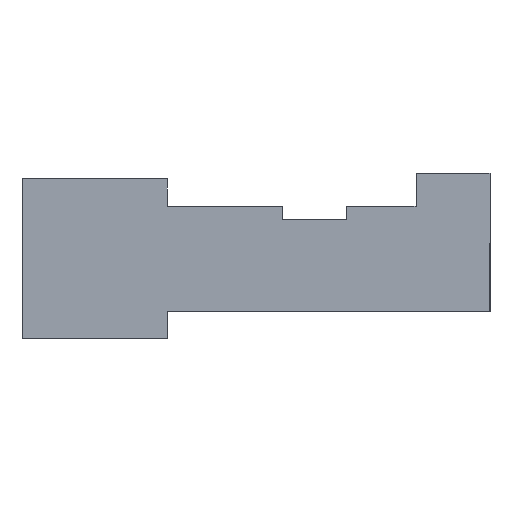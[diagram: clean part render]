
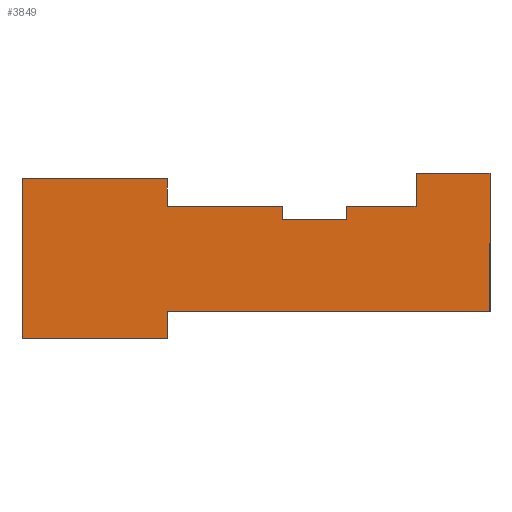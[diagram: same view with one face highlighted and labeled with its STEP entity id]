
A CAD part, left-side view. The second image highlights one B-rep face of the part: STEP entity #3849.
In plain terms, the highlighted planar face has unit normal (-1, 0, 0).
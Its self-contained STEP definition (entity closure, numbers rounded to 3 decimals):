
#636=ORIENTED_EDGE('',*,*,#1422,.T.);
#637=ORIENTED_EDGE('',*,*,#1444,.T.);
#638=ORIENTED_EDGE('',*,*,#1446,.T.);
#639=ORIENTED_EDGE('',*,*,#1448,.F.);
#640=ORIENTED_EDGE('',*,*,#1449,.F.);
#641=ORIENTED_EDGE('',*,*,#1450,.F.);
#642=ORIENTED_EDGE('',*,*,#1451,.F.);
#643=ORIENTED_EDGE('',*,*,#1452,.F.);
#644=ORIENTED_EDGE('',*,*,#1453,.T.);
#645=ORIENTED_EDGE('',*,*,#1454,.F.);
#646=ORIENTED_EDGE('',*,*,#1455,.T.);
#647=ORIENTED_EDGE('',*,*,#1456,.F.);
#648=ORIENTED_EDGE('',*,*,#1457,.T.);
#649=ORIENTED_EDGE('',*,*,#1458,.F.);
#1422=EDGE_CURVE('',#1874,#1873,#2327,.T.);
#1444=EDGE_CURVE('',#1873,#1893,#2349,.T.);
#1446=EDGE_CURVE('',#1893,#1894,#2351,.T.);
#1448=EDGE_CURVE('',#1895,#1894,#2353,.T.);
#1449=EDGE_CURVE('',#1896,#1895,#2354,.T.);
#1450=EDGE_CURVE('',#1897,#1896,#2355,.T.);
#1451=EDGE_CURVE('',#1898,#1897,#2356,.T.);
#1452=EDGE_CURVE('',#1899,#1898,#2357,.T.);
#1453=EDGE_CURVE('',#1899,#1900,#2358,.T.);
#1454=EDGE_CURVE('',#1901,#1900,#2359,.T.);
#1455=EDGE_CURVE('',#1901,#1902,#2360,.T.);
#1456=EDGE_CURVE('',#1903,#1902,#2361,.T.);
#1457=EDGE_CURVE('',#1903,#1904,#2362,.T.);
#1458=EDGE_CURVE('',#1874,#1904,#2363,.T.);
#1873=VERTEX_POINT('',#5686);
#1874=VERTEX_POINT('',#5688);
#1893=VERTEX_POINT('',#5732);
#1894=VERTEX_POINT('',#5736);
#1895=VERTEX_POINT('',#5740);
#1896=VERTEX_POINT('',#5742);
#1897=VERTEX_POINT('',#5744);
#1898=VERTEX_POINT('',#5746);
#1899=VERTEX_POINT('',#5748);
#1900=VERTEX_POINT('',#5750);
#1901=VERTEX_POINT('',#5752);
#1902=VERTEX_POINT('',#5754);
#1903=VERTEX_POINT('',#5756);
#1904=VERTEX_POINT('',#5758);
#2327=LINE('',#5687,#2860);
#2349=LINE('',#5731,#2882);
#2351=LINE('',#5735,#2884);
#2353=LINE('',#5739,#2886);
#2354=LINE('',#5741,#2887);
#2355=LINE('',#5743,#2888);
#2356=LINE('',#5745,#2889);
#2357=LINE('',#5747,#2890);
#2358=LINE('',#5749,#2891);
#2359=LINE('',#5751,#2892);
#2360=LINE('',#5753,#2893);
#2361=LINE('',#5755,#2894);
#2362=LINE('',#5757,#2895);
#2363=LINE('',#5759,#2896);
#2860=VECTOR('',#4670,1000.);
#2882=VECTOR('',#4698,1000.);
#2884=VECTOR('',#4702,1000.);
#2886=VECTOR('',#4706,1000.);
#2887=VECTOR('',#4707,1000.);
#2888=VECTOR('',#4708,1000.);
#2889=VECTOR('',#4709,1000.);
#2890=VECTOR('',#4710,1000.);
#2891=VECTOR('',#4711,1000.);
#2892=VECTOR('',#4712,1000.);
#2893=VECTOR('',#4713,1000.);
#2894=VECTOR('',#4714,1000.);
#2895=VECTOR('',#4715,1000.);
#2896=VECTOR('',#4716,1000.);
#3231=EDGE_LOOP('',(#636,#637,#638,#639,#640,#641,#642,#643,#644,#645,#646,
#647,#648,#649));
#3448=FACE_BOUND('',#3231,.T.);
#3652=PLANE('',#4094);
#3849=ADVANCED_FACE('',(#3448),#3652,.F.);
#4094=AXIS2_PLACEMENT_3D('',#5738,#4704,#4705);
#4670=DIRECTION('',(0.,0.,1.));
#4698=DIRECTION('',(0.,1.,0.));
#4702=DIRECTION('',(0.,0.,-1.));
#4704=DIRECTION('',(1.,0.,0.));
#4705=DIRECTION('',(0.,1.,0.));
#4706=DIRECTION('',(0.,-1.,0.));
#4707=DIRECTION('',(0.,0.,1.));
#4708=DIRECTION('',(0.,-1.,0.));
#4709=DIRECTION('',(0.,0.,-1.));
#4710=DIRECTION('',(0.,-1.,0.));
#4711=DIRECTION('',(0.,0.,1.));
#4712=DIRECTION('',(0.,-1.,0.));
#4713=DIRECTION('',(0.,0.,-1.));
#4714=DIRECTION('',(0.,1.,0.));
#4715=DIRECTION('',(0.,0.,1.));
#4716=DIRECTION('',(0.,1.,0.));
#5686=CARTESIAN_POINT('',(-2.54,0.,4.32));
#5687=CARTESIAN_POINT('',(-2.54,0.,0.));
#5688=CARTESIAN_POINT('',(-2.54,0.,0.));
#5731=CARTESIAN_POINT('',(-2.54,0.,4.32));
#5732=CARTESIAN_POINT('',(-2.54,2.31,4.32));
#5735=CARTESIAN_POINT('',(-2.54,2.31,4.32));
#5736=CARTESIAN_POINT('',(-2.54,2.31,3.28));
#5738=CARTESIAN_POINT('',(-2.54,7.305,1.73));
#5739=CARTESIAN_POINT('',(-2.54,4.47,3.28));
#5740=CARTESIAN_POINT('',(-2.54,4.47,3.28));
#5741=CARTESIAN_POINT('',(-2.54,4.47,2.86));
#5742=CARTESIAN_POINT('',(-2.54,4.47,2.86));
#5743=CARTESIAN_POINT('',(-2.54,6.47,2.86));
#5744=CARTESIAN_POINT('',(-2.54,6.47,2.86));
#5745=CARTESIAN_POINT('',(-2.54,6.47,3.28));
#5746=CARTESIAN_POINT('',(-2.54,6.47,3.28));
#5747=CARTESIAN_POINT('',(-2.54,10.08,3.28));
#5748=CARTESIAN_POINT('',(-2.54,10.08,3.28));
#5749=CARTESIAN_POINT('',(-2.54,10.08,3.28));
#5750=CARTESIAN_POINT('',(-2.54,10.08,4.14));
#5751=CARTESIAN_POINT('',(-2.54,14.61,4.14));
#5752=CARTESIAN_POINT('',(-2.54,14.61,4.14));
#5753=CARTESIAN_POINT('',(-2.54,14.61,4.14));
#5754=CARTESIAN_POINT('',(-2.54,14.61,-0.86));
#5755=CARTESIAN_POINT('',(-2.54,10.08,-0.86));
#5756=CARTESIAN_POINT('',(-2.54,10.08,-0.86));
#5757=CARTESIAN_POINT('',(-2.54,10.08,-0.86));
#5758=CARTESIAN_POINT('',(-2.54,10.08,0.));
#5759=CARTESIAN_POINT('',(-2.54,0.,0.));
